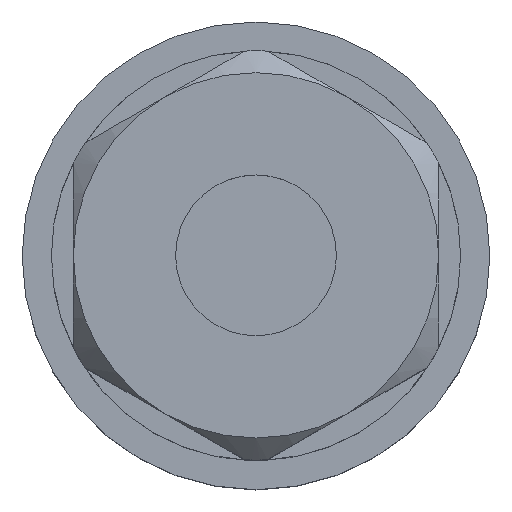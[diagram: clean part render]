
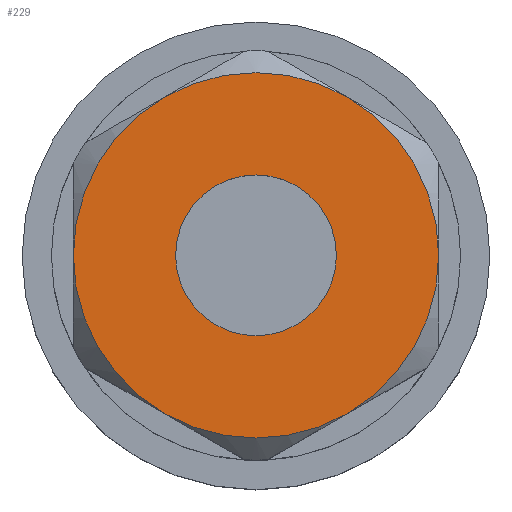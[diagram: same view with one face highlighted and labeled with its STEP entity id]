
A CAD part, top view. The second image highlights one B-rep face of the part: STEP entity #229.
In plain terms, the highlighted planar face has unit normal (0, 0, 1).
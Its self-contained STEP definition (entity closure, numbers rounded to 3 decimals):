
#185=PLANE('',#783);
#229=ADVANCED_FACE('',(#263,#264),#185,.F.);
#263=FACE_BOUND('',#303,.T.);
#264=FACE_BOUND('',#304,.T.);
#303=EDGE_LOOP('',(#472,#473,#474,#475,#476,#477));
#304=EDGE_LOOP('',(#478));
#472=ORIENTED_EDGE('',*,*,#676,.T.);
#473=ORIENTED_EDGE('',*,*,#679,.T.);
#474=ORIENTED_EDGE('',*,*,#682,.T.);
#475=ORIENTED_EDGE('',*,*,#668,.T.);
#476=ORIENTED_EDGE('',*,*,#670,.T.);
#477=ORIENTED_EDGE('',*,*,#673,.T.);
#478=ORIENTED_EDGE('',*,*,#685,.T.);
#583=VERTEX_POINT('',#1807);
#584=VERTEX_POINT('',#1809);
#585=VERTEX_POINT('',#1816);
#586=VERTEX_POINT('',#1827);
#587=VERTEX_POINT('',#1838);
#588=VERTEX_POINT('',#1849);
#589=VERTEX_POINT('',#1870);
#668=EDGE_CURVE('',#584,#583,#719,.T.);
#670=EDGE_CURVE('',#583,#585,#720,.T.);
#673=EDGE_CURVE('',#585,#586,#721,.T.);
#676=EDGE_CURVE('',#586,#587,#722,.T.);
#679=EDGE_CURVE('',#587,#588,#723,.T.);
#682=EDGE_CURVE('',#588,#584,#724,.T.);
#685=EDGE_CURVE('',#589,#589,#725,.T.);
#719=CIRCLE('',#770,12.5);
#720=CIRCLE('',#772,12.5);
#721=CIRCLE('',#774,12.5);
#722=CIRCLE('',#776,12.5);
#723=CIRCLE('',#778,12.5);
#724=CIRCLE('',#780,12.5);
#725=CIRCLE('',#782,5.5);
#770=AXIS2_PLACEMENT_3D('',#1808,#901,#902);
#772=AXIS2_PLACEMENT_3D('',#1815,#905,#906);
#774=AXIS2_PLACEMENT_3D('',#1826,#909,#910);
#776=AXIS2_PLACEMENT_3D('',#1837,#913,#914);
#778=AXIS2_PLACEMENT_3D('',#1848,#917,#918);
#780=AXIS2_PLACEMENT_3D('',#1859,#921,#922);
#782=AXIS2_PLACEMENT_3D('',#1869,#925,#926);
#783=AXIS2_PLACEMENT_3D('',#1871,#927,#928);
#901=DIRECTION('',(0.,0.,1.));
#902=DIRECTION('',(-1.,0.,0.));
#905=DIRECTION('',(0.,0.,1.));
#906=DIRECTION('',(-1.,0.,0.));
#909=DIRECTION('',(0.,0.,1.));
#910=DIRECTION('',(-1.,0.,0.));
#913=DIRECTION('',(0.,0.,1.));
#914=DIRECTION('',(-1.,0.,0.));
#917=DIRECTION('',(0.,0.,1.));
#918=DIRECTION('',(-1.,0.,0.));
#921=DIRECTION('',(0.,0.,1.));
#922=DIRECTION('',(-1.,0.,0.));
#925=DIRECTION('',(0.,0.,-1.));
#926=DIRECTION('',(-1.,0.,0.));
#927=DIRECTION('',(0.,0.,-1.));
#928=DIRECTION('',(-1.,0.,0.));
#1807=CARTESIAN_POINT('',(6.25,10.825,30.1));
#1808=CARTESIAN_POINT('',(0.,0.,30.1));
#1809=CARTESIAN_POINT('',(12.5,0.,30.1));
#1815=CARTESIAN_POINT('',(0.,0.,30.1));
#1816=CARTESIAN_POINT('',(-6.25,10.825,30.1));
#1826=CARTESIAN_POINT('',(0.,0.,30.1));
#1827=CARTESIAN_POINT('',(-12.5,0.,30.1));
#1837=CARTESIAN_POINT('',(0.,0.,30.1));
#1838=CARTESIAN_POINT('',(-6.25,-10.825,30.1));
#1848=CARTESIAN_POINT('',(0.,0.,30.1));
#1849=CARTESIAN_POINT('',(6.25,-10.825,30.1));
#1859=CARTESIAN_POINT('',(0.,0.,30.1));
#1869=CARTESIAN_POINT('',(0.,0.,30.1));
#1870=CARTESIAN_POINT('',(-5.5,0.,30.1));
#1871=CARTESIAN_POINT('',(-5.5,0.,30.1));
